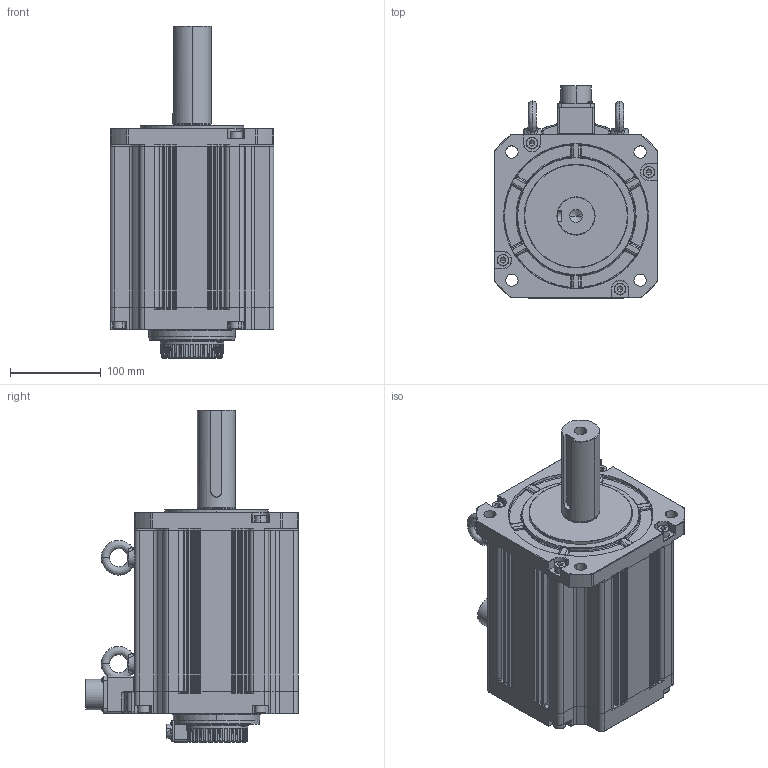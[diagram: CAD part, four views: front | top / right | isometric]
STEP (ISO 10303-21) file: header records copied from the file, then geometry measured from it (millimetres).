
FILE_DESCRIPTION (( 'STEP AP203' ), '1' );
FILE_NAME ('SV-X6MM750H-N4LA.STEP', '2021-10-13T07:47:42', ( 'China' ), ( 'Microsoft' ), 'SwSTEP 2.0', 'SolidWorks 2016', '' );
FILE_SCHEMA (( 'CONFIG_CONTROL_DESIGN' ));
Length unit declared in the file: millimetre
Products named in the file (1): SV-X6MM750H-N4LA
Bounding box: 180 x 233.9 x 366.2 mm (x, y, z)
Volume: 6642278.1 mm3; surface area: 297222.2 mm2
Topology: 1 solids, 9 shells, 2223 faces, 5701 edges, 3506 vertices
Faces by surface type: cylinder 831, plane 763, bspline 251, cone 196, torus 131, sphere 51
Entity records: 87512 total; most frequent: CARTESIAN_POINT 36160, ORIENTED_EDGE 11232, DIRECTION 10263, EDGE_CURVE 5616, AXIS2_PLACEMENT_3D 3894, VERTEX_POINT 3478, VECTOR 2475, LINE 2475
